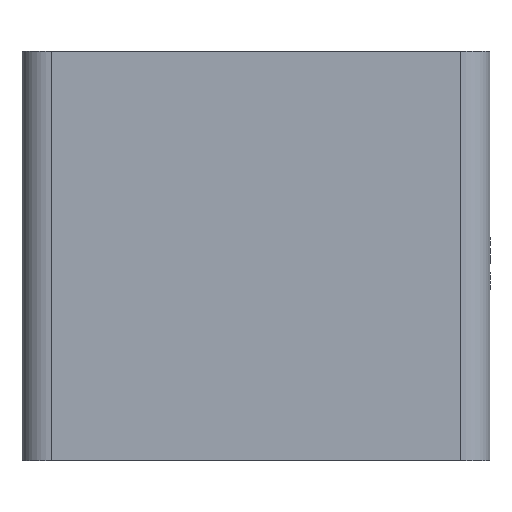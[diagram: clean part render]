
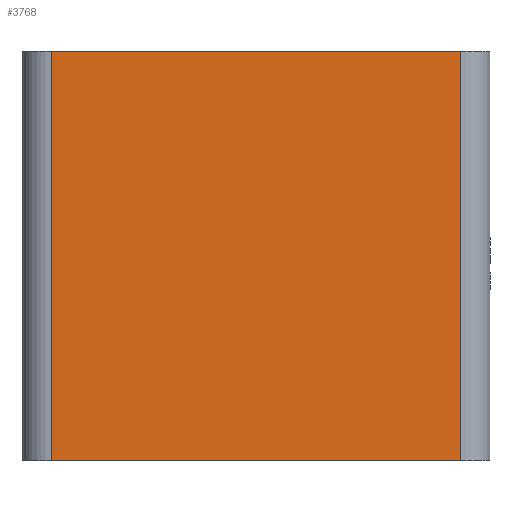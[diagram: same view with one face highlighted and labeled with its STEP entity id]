
A CAD part, left-side view. The second image highlights one B-rep face of the part: STEP entity #3768.
In plain terms, the highlighted planar face has unit normal (-1, 0, 0).
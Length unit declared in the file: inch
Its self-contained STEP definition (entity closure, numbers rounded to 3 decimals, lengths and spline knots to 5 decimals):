
#385=PLANE('',#3967);
#576=FACE_OUTER_BOUND('',#810,.T.);
#810=EDGE_LOOP('',(#3404,#3405,#3406,#3407));
#1258=LINE('',#6639,#1591);
#1259=LINE('',#6642,#1592);
#1260=LINE('',#6644,#1593);
#1261=LINE('',#6645,#1594);
#1591=VECTOR('',#4662,1.75);
#1592=VECTOR('',#4665,1.75);
#1593=VECTOR('',#4666,1.75);
#1594=VECTOR('',#4667,1.75);
#2017=VERTEX_POINT('',#6632);
#2020=VERTEX_POINT('',#6637);
#2021=VERTEX_POINT('',#6641);
#2022=VERTEX_POINT('',#6643);
#2505=EDGE_CURVE('',#2020,#2017,#1258,.T.);
#2506=EDGE_CURVE('',#2020,#2021,#1259,.T.);
#2507=EDGE_CURVE('',#2022,#2021,#1260,.T.);
#2508=EDGE_CURVE('',#2017,#2022,#1261,.T.);
#3404=ORIENTED_EDGE('',*,*,#2505,.F.);
#3405=ORIENTED_EDGE('',*,*,#2506,.T.);
#3406=ORIENTED_EDGE('',*,*,#2507,.F.);
#3407=ORIENTED_EDGE('',*,*,#2508,.F.);
#3768=ADVANCED_FACE('',(#576),#385,.T.);
#3967=AXIS2_PLACEMENT_3D('',#6640,#4663,#4664);
#4662=DIRECTION('',(0.,0.,1.));
#4663=DIRECTION('center_axis',(-1.,0.,0.));
#4664=DIRECTION('ref_axis',(0.,-1.,0.));
#4665=DIRECTION('',(0.,-1.,0.));
#4666=DIRECTION('',(0.,0.,-1.));
#4667=DIRECTION('',(0.,-1.,0.));
#6632=CARTESIAN_POINT('',(0.,1.875,1.75));
#6637=CARTESIAN_POINT('',(0.,1.875,0.));
#6639=CARTESIAN_POINT('',(0.,1.875,0.));
#6640=CARTESIAN_POINT('Origin',(0.,2.,0.));
#6641=CARTESIAN_POINT('',(0.,0.125,0.));
#6642=CARTESIAN_POINT('',(0.,2.,0.));
#6643=CARTESIAN_POINT('',(0.,0.125,1.75));
#6644=CARTESIAN_POINT('',(0.,0.125,0.));
#6645=CARTESIAN_POINT('',(0.,2.,1.75));
